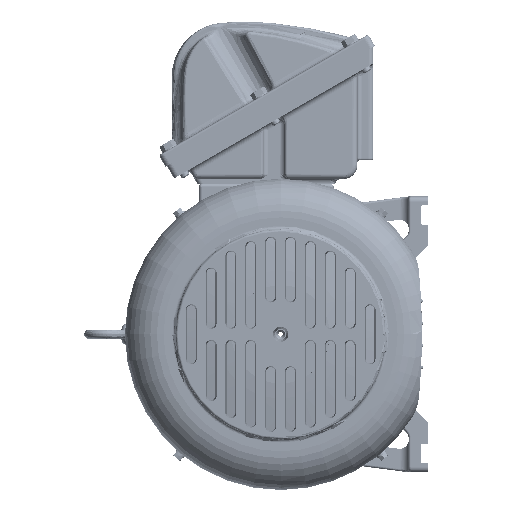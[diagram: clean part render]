
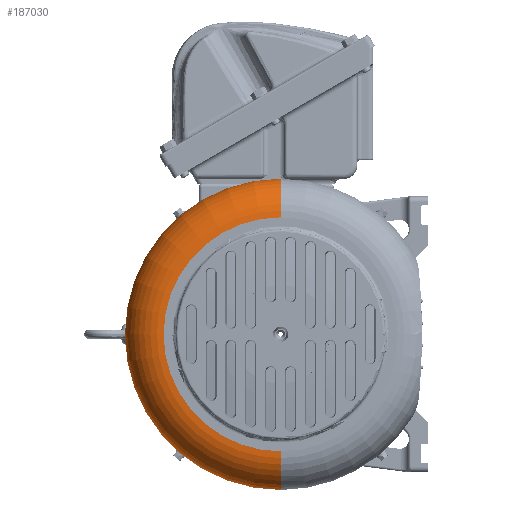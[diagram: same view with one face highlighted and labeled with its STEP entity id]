
A CAD part, left-side view. The second image highlights one B-rep face of the part: STEP entity #187030.
In plain terms, the highlighted toroidal (fillet/blend) face has major radius 106 mm and minor radius 35 mm.
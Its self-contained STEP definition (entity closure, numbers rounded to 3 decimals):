
#185705=CARTESIAN_POINT('Vertex',(-191.,0.,141.)) ;
#186018=CARTESIAN_POINT('Vertex',(-191.,0.,-141.)) ;
#186021=CARTESIAN_POINT('Axis2P3D Location',(-191.,0.,0.)) ;
#186208=CARTESIAN_POINT('Axis2P3D Location',(-191.,0.,-106.)) ;
#186212=CARTESIAN_POINT('Vertex',(-226.,0.,-106.)) ;
#186318=CARTESIAN_POINT('Axis2P3D Location',(-191.,0.,106.)) ;
#186322=CARTESIAN_POINT('Vertex',(-226.,0.,106.)) ;
#187014=CARTESIAN_POINT('Axis2P3D Location',(-191.,0.,0.)) ;
#187019=CARTESIAN_POINT('Axis2P3D Location',(-226.,0.,0.)) ;
#186022=DIRECTION('Axis2P3D Direction',(-1.,0.,0.)) ;
#186209=DIRECTION('Axis2P3D Direction',(0.,1.,0.)) ;
#186319=DIRECTION('Axis2P3D Direction',(-0.,-1.,0.)) ;
#187015=DIRECTION('Axis2P3D Direction',(-1.,0.,0.)) ;
#187016=DIRECTION('Axis2P3D XDirection',(0.,0.,1.)) ;
#187020=DIRECTION('Axis2P3D Direction',(-1.,0.,0.)) ;
#186023=AXIS2_PLACEMENT_3D('Circle Axis2P3D',#186021,#186022,$) ;
#186210=AXIS2_PLACEMENT_3D('Circle Axis2P3D',#186208,#186209,$) ;
#186320=AXIS2_PLACEMENT_3D('Circle Axis2P3D',#186318,#186319,$) ;
#187017=AXIS2_PLACEMENT_3D('Torus Axis2P3D',#187014,#187015,#187016) ;
#187021=AXIS2_PLACEMENT_3D('Circle Axis2P3D',#187019,#187020,$) ;
#187025=ORIENTED_EDGE('',*,*,#186025,.F.) ;
#187026=ORIENTED_EDGE('',*,*,#186214,.T.) ;
#187027=ORIENTED_EDGE('',*,*,#187023,.F.) ;
#187028=ORIENTED_EDGE('',*,*,#186324,.F.) ;
#187030=ADVANCED_FACE('\X2\51434EF6672C9AD4\X0\',(#187029),#187018,.T.) ;
#186024=CIRCLE('generated circle',#186023,141.) ;
#186211=CIRCLE('generated circle',#186210,35.) ;
#186321=CIRCLE('generated circle',#186320,35.) ;
#187022=CIRCLE('generated circle',#187021,106.) ;
#187018=TOROIDAL_SURFACE('homeo Torus',#187017,106.,35.) ;
#186025=EDGE_CURVE('',#186019,#185706,#186024,.F.) ;
#186214=EDGE_CURVE('',#186019,#186213,#186211,.T.) ;
#186324=EDGE_CURVE('',#185706,#186323,#186321,.T.) ;
#187023=EDGE_CURVE('',#186323,#186213,#187022,.T.) ;
#187024=EDGE_LOOP('',(#187025,#187026,#187027,#187028)) ;
#187029=FACE_OUTER_BOUND('',#187024,.T.) ;
#185706=VERTEX_POINT('',#185705) ;
#186019=VERTEX_POINT('',#186018) ;
#186213=VERTEX_POINT('',#186212) ;
#186323=VERTEX_POINT('',#186322) ;
